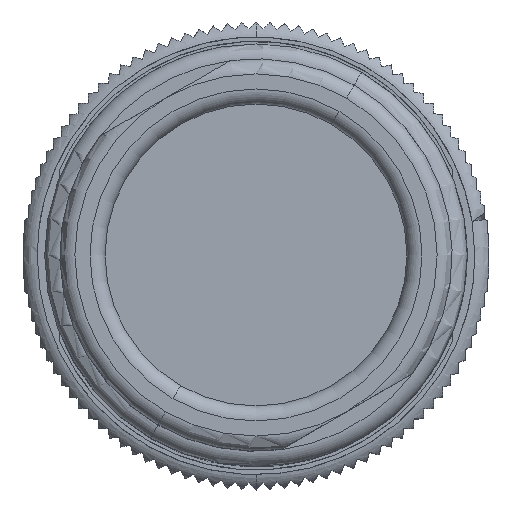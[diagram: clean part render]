
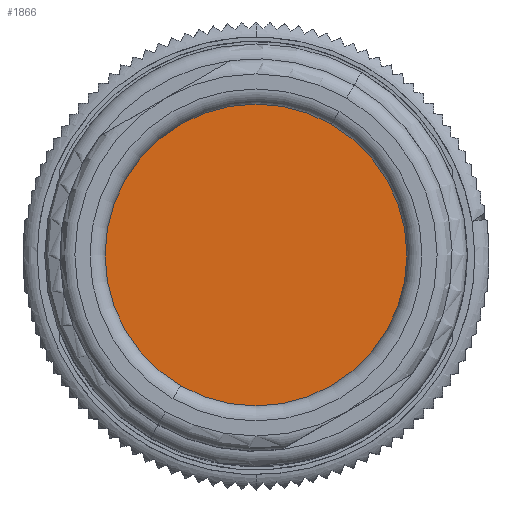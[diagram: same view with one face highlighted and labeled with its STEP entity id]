
A CAD part, top view. The second image highlights one B-rep face of the part: STEP entity #1866.
In plain terms, the highlighted planar face has unit normal (0, 0, 1).
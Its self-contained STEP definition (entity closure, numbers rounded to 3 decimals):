
#1846=AXIS2_PLACEMENT_3D('Plane Axis2P3D',#1843,#1844,#1845) ;
#1850=AXIS2_PLACEMENT_3D('Circle Axis2P3D',#1848,#1849,$) ;
#1859=AXIS2_PLACEMENT_3D('Circle Axis2P3D',#1857,#1858,$) ;
#1843=CARTESIAN_POINT('Axis2P3D Location',(3.952,3.987,33.801)) ;
#1848=CARTESIAN_POINT('Axis2P3D Location',(3.952,3.987,33.801)) ;
#1852=CARTESIAN_POINT('Vertex',(6.452,8.317,33.801)) ;
#1854=CARTESIAN_POINT('Vertex',(1.452,-0.343,33.801)) ;
#1857=CARTESIAN_POINT('Axis2P3D Location',(3.952,3.987,33.801)) ;
#1844=DIRECTION('Axis2P3D Direction',(0.,0.,-1.)) ;
#1845=DIRECTION('Axis2P3D XDirection',(0.5,0.866,0.)) ;
#1849=DIRECTION('Axis2P3D Direction',(0.,0.,-1.)) ;
#1858=DIRECTION('Axis2P3D Direction',(0.,0.,-1.)) ;
#1863=ORIENTED_EDGE('',*,*,#1856,.F.) ;
#1864=ORIENTED_EDGE('',*,*,#1861,.F.) ;
#1866=ADVANCED_FACE('koes2D1C3D2Fmzw7.1\\MANIFOLD_SOLID_BREP #439',(#1865),#1847,.F.) ;
#1851=CIRCLE('generated circle',#1850,5.) ;
#1860=CIRCLE('generated circle',#1859,5.) ;
#1856=EDGE_CURVE('',#1853,#1855,#1851,.T.) ;
#1861=EDGE_CURVE('',#1855,#1853,#1860,.T.) ;
#1862=EDGE_LOOP('',(#1863,#1864)) ;
#1865=FACE_OUTER_BOUND('',#1862,.T.) ;
#1847=PLANE('',#1846) ;
#1853=VERTEX_POINT('',#1852) ;
#1855=VERTEX_POINT('',#1854) ;
